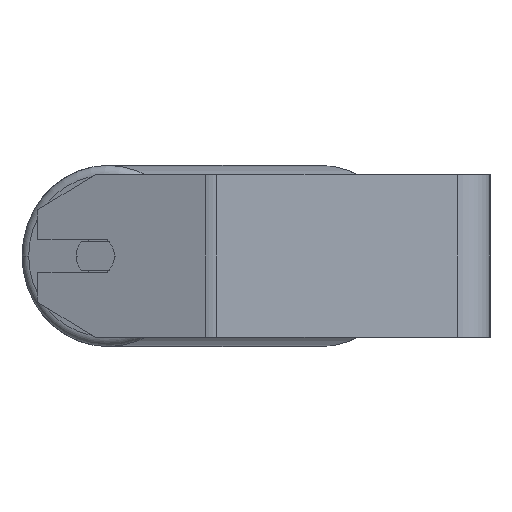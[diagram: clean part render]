
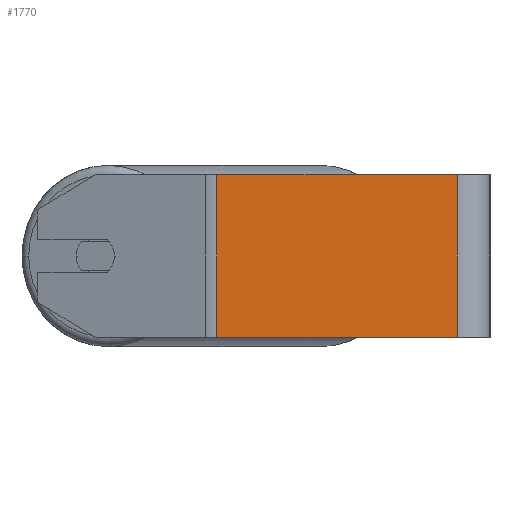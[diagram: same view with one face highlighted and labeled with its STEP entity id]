
A CAD part, left-side view. The second image highlights one B-rep face of the part: STEP entity #1770.
In plain terms, the highlighted planar face has unit normal (-1, 0, 0).
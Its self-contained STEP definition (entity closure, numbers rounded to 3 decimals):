
#398 = VERTEX_POINT ( 'NONE', #3745 ) ;
#500 = VECTOR ( 'NONE', #1192, 1000. ) ;
#693 = CARTESIAN_POINT ( 'NONE',  ( -350., 134.178, 40. ) ) ;
#734 = VERTEX_POINT ( 'NONE', #5049 ) ;
#764 = CARTESIAN_POINT ( 'NONE',  ( -350., 134.178, 40. ) ) ;
#1149 = LINE ( 'NONE', #5432, #500 ) ;
#1192 = DIRECTION ( 'NONE',  ( 0., -1., 0. ) ) ;
#1685 = DIRECTION ( 'NONE',  ( 0., 0., -1. ) ) ;
#1719 = CARTESIAN_POINT ( 'NONE',  ( -350., 137., 40. ) ) ;
#1770 = ADVANCED_FACE ( 'NONE', ( #5542 ), #2852, .F. ) ;
#2074 = EDGE_CURVE ( 'NONE', #734, #6285, #1149, .T. ) ;
#2127 = VERTEX_POINT ( 'NONE', #693 ) ;
#2326 = DIRECTION ( 'NONE',  ( 1., 0., 0. ) ) ;
#2393 = DIRECTION ( 'NONE',  ( 0., 0., -1. ) ) ;
#2566 = ORIENTED_EDGE ( 'NONE', *, *, #6665, .T. ) ;
#2709 = DIRECTION ( 'NONE',  ( 0., -1., 0. ) ) ;
#2852 = PLANE ( 'NONE',  #3894 ) ;
#2973 = LINE ( 'NONE', #4604, #6532 ) ;
#3524 = EDGE_CURVE ( 'NONE', #2127, #398, #3712, .T. ) ;
#3675 = CARTESIAN_POINT ( 'NONE',  ( -350., 137., 40. ) ) ;
#3712 = LINE ( 'NONE', #3675, #5709 ) ;
#3745 = CARTESIAN_POINT ( 'NONE',  ( -350., 16., 40. ) ) ;
#3894 = AXIS2_PLACEMENT_3D ( 'NONE', #1719, #2326, #1685 ) ;
#3954 = ORIENTED_EDGE ( 'NONE', *, *, #3524, .F. ) ;
#4060 = VECTOR ( 'NONE', #2393, 1000. ) ;
#4604 = CARTESIAN_POINT ( 'NONE',  ( -350., 16., 40. ) ) ;
#4762 = ORIENTED_EDGE ( 'NONE', *, *, #2074, .T. ) ;
#4847 = CARTESIAN_POINT ( 'NONE',  ( -350., 16., -40. ) ) ;
#5049 = CARTESIAN_POINT ( 'NONE',  ( -350., 134.178, -40. ) ) ;
#5432 = CARTESIAN_POINT ( 'NONE',  ( -350., 137., -40. ) ) ;
#5542 = FACE_OUTER_BOUND ( 'NONE', #6123, .T. ) ;
#5709 = VECTOR ( 'NONE', #2709, 1000. ) ;
#6123 = EDGE_LOOP ( 'NONE', ( #4762, #6644, #3954, #2566 ) ) ;
#6285 = VERTEX_POINT ( 'NONE', #4847 ) ;
#6478 = EDGE_CURVE ( 'NONE', #398, #6285, #2973, .T. ) ;
#6532 = VECTOR ( 'NONE', #6768, 1000. ) ;
#6644 = ORIENTED_EDGE ( 'NONE', *, *, #6478, .F. ) ;
#6665 = EDGE_CURVE ( 'NONE', #2127, #734, #6710, .T. ) ;
#6710 = LINE ( 'NONE', #764, #4060 ) ;
#6768 = DIRECTION ( 'NONE',  ( 0., 0., -1. ) ) ;
